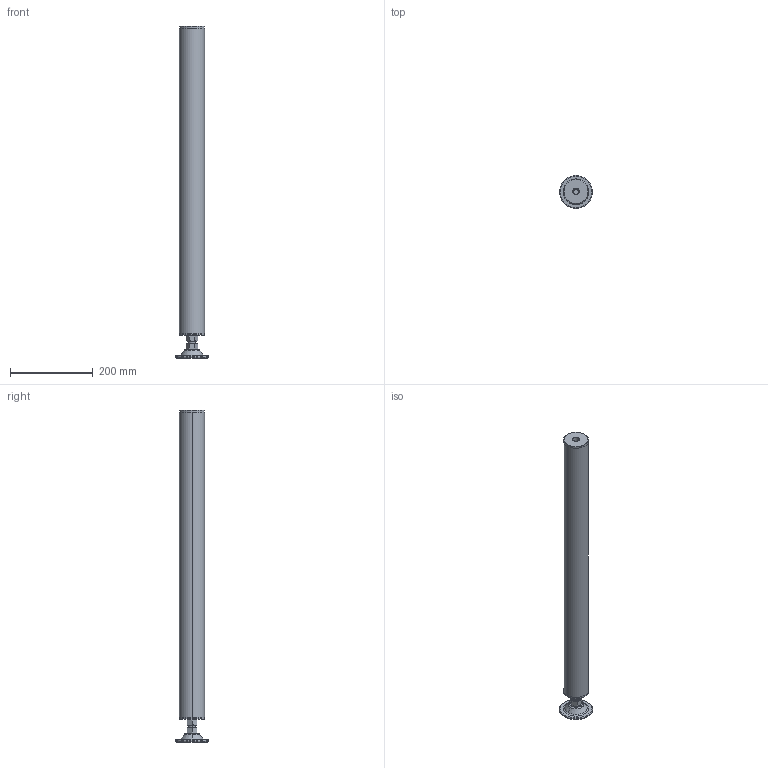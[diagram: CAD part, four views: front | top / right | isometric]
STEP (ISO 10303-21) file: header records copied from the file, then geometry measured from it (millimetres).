
FILE_DESCRIPTION(('STEP AP214'),'1');
FILE_NAME('160856.STP','2011-09-09T11:37:37',(' '),(' '),'Spatial InterOp 3D',' ',' ');
FILE_SCHEMA(('automotive_design'));
Length unit declared in the file: millimetre
Products named in the file (8): Zylinder; Rotationskörper; Sechskantmutter ISO 8673 M16x1.5
Bounding box: 80 x 80 x 800 mm (x, y, z)
Volume: 589520.4 mm3; surface area: 310173.1 mm2
Topology: 8 solids, 8 shells, 106 faces, 244 edges, 158 vertices
Faces by surface type: plane 32, cone 32, cylinder 30, torus 12
Entity records: 4083 total; most frequent: CARTESIAN_POINT 580, DIRECTION 578, ORIENTED_EDGE 488, AXIS2_PLACEMENT_3D 252, EDGE_CURVE 244, VERTEX_POINT 158, CIRCLE 138, EDGE_LOOP 124
